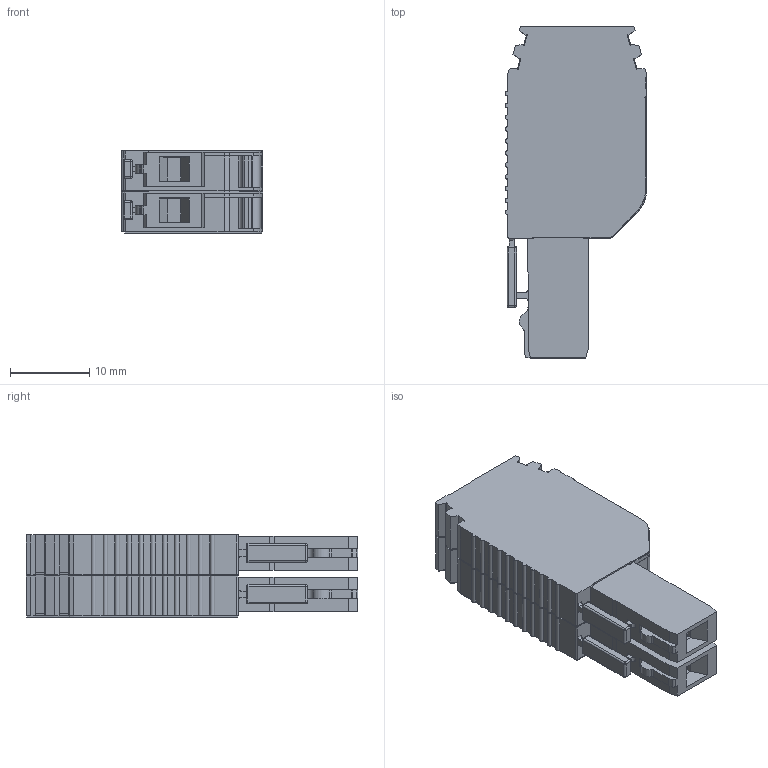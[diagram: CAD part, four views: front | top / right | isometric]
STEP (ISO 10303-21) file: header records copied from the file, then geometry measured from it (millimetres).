
FILE_DESCRIPTION (( 'STEP AP214' ), '1' );
FILE_NAME ('310219_SG_PT 2.5_2_Grey.STP', '2017-09-27T05:01:51', ( '' ), ( '' ), 'SwSTEP 2.0', 'SolidWorks 2017', '' );
FILE_SCHEMA (( 'AUTOMOTIVE_DESIGN' ));
Length unit declared in the file: millimetre
Products named in the file (1): 310219_SG_PT 2.5_2_Grey
Bounding box: 17.82 x 41.9 x 10.4 mm (x, y, z)
Volume: 5282.1 mm3; surface area: 3076.7 mm2
Topology: 1 solids, 3 shells, 571 faces, 1598 edges, 1027 vertices
Faces by surface type: plane 406, cylinder 149, bspline 16
Entity records: 18278 total; most frequent: CARTESIAN_POINT 3433, ORIENTED_EDGE 3164, DIRECTION 2990, EDGE_CURVE 1582, LINE 1278, VECTOR 1278, VERTEX_POINT 1027, AXIS2_PLACEMENT_3D 856
